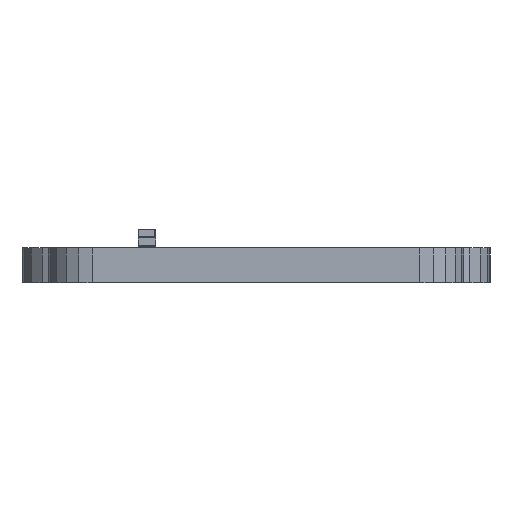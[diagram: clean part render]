
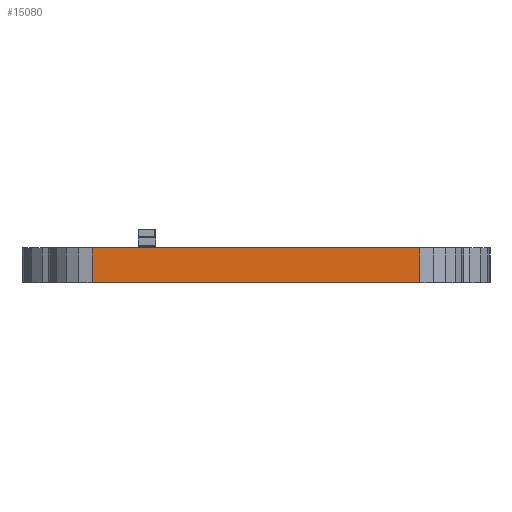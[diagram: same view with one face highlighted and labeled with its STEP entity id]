
A CAD part, left-side view. The second image highlights one B-rep face of the part: STEP entity #15080.
In plain terms, the highlighted planar face has unit normal (-1, 0, 0).
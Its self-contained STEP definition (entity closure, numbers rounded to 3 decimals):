
#4454 = PLANE('',#4455);
#4455 = AXIS2_PLACEMENT_3D('',#4456,#4457,#4458);
#4456 = CARTESIAN_POINT('',(202.938,-148.237,1.6));
#4457 = DIRECTION('',(0.,0.,1.));
#4458 = DIRECTION('',(1.,0.,-0.));
#4508 = PLANE('',#4509);
#4509 = AXIS2_PLACEMENT_3D('',#4510,#4511,#4512);
#4510 = CARTESIAN_POINT('',(202.938,-148.237,0.));
#4511 = DIRECTION('',(0.,0.,1.));
#4512 = DIRECTION('',(1.,0.,-0.));
#5401 = VERTEX_POINT('',#5402);
#5402 = CARTESIAN_POINT('',(49.081,-140.737,0.));
#5416 = PLANE('',#5417);
#5417 = AXIS2_PLACEMENT_3D('',#5418,#5419,#5420);
#5418 = CARTESIAN_POINT('',(49.179,-140.119,0.));
#5419 = DIRECTION('',(0.988,-0.156,0.));
#5420 = DIRECTION('',(-0.156,-0.988,0.));
#5428 = EDGE_CURVE('',#5401,#5429,#5431,.T.);
#5429 = VERTEX_POINT('',#5430);
#5430 = CARTESIAN_POINT('',(49.081,-155.737,0.));
#5431 = SURFACE_CURVE('',#5432,(#5436,#5443),.PCURVE_S1.);
#5432 = LINE('',#5433,#5434);
#5433 = CARTESIAN_POINT('',(49.081,-140.737,0.));
#5434 = VECTOR('',#5435,1.);
#5435 = DIRECTION('',(0.,-1.,0.));
#5436 = PCURVE('',#4508,#5437);
#5437 = DEFINITIONAL_REPRESENTATION('',(#5438),#5442);
#5438 = LINE('',#5439,#5440);
#5439 = CARTESIAN_POINT('',(-153.857,7.5));
#5440 = VECTOR('',#5441,1.);
#5441 = DIRECTION('',(0.,-1.));
#5442 = ( GEOMETRIC_REPRESENTATION_CONTEXT(2) 
PARAMETRIC_REPRESENTATION_CONTEXT() REPRESENTATION_CONTEXT('2D SPACE',''
  ) );
#5443 = PCURVE('',#5444,#5449);
#5444 = PLANE('',#5445);
#5445 = AXIS2_PLACEMENT_3D('',#5446,#5447,#5448);
#5446 = CARTESIAN_POINT('',(49.081,-140.737,0.));
#5447 = DIRECTION('',(1.,0.,-0.));
#5448 = DIRECTION('',(0.,-1.,0.));
#5449 = DEFINITIONAL_REPRESENTATION('',(#5450),#5454);
#5450 = LINE('',#5451,#5452);
#5451 = CARTESIAN_POINT('',(0.,0.));
#5452 = VECTOR('',#5453,1.);
#5453 = DIRECTION('',(1.,0.));
#5454 = ( GEOMETRIC_REPRESENTATION_CONTEXT(2) 
PARAMETRIC_REPRESENTATION_CONTEXT() REPRESENTATION_CONTEXT('2D SPACE',''
  ) );
#5472 = PLANE('',#5473);
#5473 = AXIS2_PLACEMENT_3D('',#5474,#5475,#5476);
#5474 = CARTESIAN_POINT('',(49.081,-155.737,0.));
#5475 = DIRECTION('',(0.988,0.156,-0.));
#5476 = DIRECTION('',(0.156,-0.988,0.));
#10163 = VERTEX_POINT('',#10164);
#10164 = CARTESIAN_POINT('',(49.081,-140.737,1.6));
#10185 = EDGE_CURVE('',#10163,#10186,#10188,.T.);
#10186 = VERTEX_POINT('',#10187);
#10187 = CARTESIAN_POINT('',(49.081,-155.737,1.6));
#10188 = SURFACE_CURVE('',#10189,(#10193,#10200),.PCURVE_S1.);
#10189 = LINE('',#10190,#10191);
#10190 = CARTESIAN_POINT('',(49.081,-140.737,1.6));
#10191 = VECTOR('',#10192,1.);
#10192 = DIRECTION('',(0.,-1.,0.));
#10193 = PCURVE('',#4454,#10194);
#10194 = DEFINITIONAL_REPRESENTATION('',(#10195),#10199);
#10195 = LINE('',#10196,#10197);
#10196 = CARTESIAN_POINT('',(-153.857,7.5));
#10197 = VECTOR('',#10198,1.);
#10198 = DIRECTION('',(0.,-1.));
#10199 = ( GEOMETRIC_REPRESENTATION_CONTEXT(2) 
PARAMETRIC_REPRESENTATION_CONTEXT() REPRESENTATION_CONTEXT('2D SPACE',''
  ) );
#10200 = PCURVE('',#5444,#10201);
#10201 = DEFINITIONAL_REPRESENTATION('',(#10202),#10206);
#10202 = LINE('',#10203,#10204);
#10203 = CARTESIAN_POINT('',(0.,-1.6));
#10204 = VECTOR('',#10205,1.);
#10205 = DIRECTION('',(1.,0.));
#10206 = ( GEOMETRIC_REPRESENTATION_CONTEXT(2) 
PARAMETRIC_REPRESENTATION_CONTEXT() REPRESENTATION_CONTEXT('2D SPACE',''
  ) );
#15032 = EDGE_CURVE('',#5401,#10163,#15033,.T.);
#15033 = SURFACE_CURVE('',#15034,(#15038,#15045),.PCURVE_S1.);
#15034 = LINE('',#15035,#15036);
#15035 = CARTESIAN_POINT('',(49.081,-140.737,0.));
#15036 = VECTOR('',#15037,1.);
#15037 = DIRECTION('',(0.,0.,1.));
#15038 = PCURVE('',#5416,#15039);
#15039 = DEFINITIONAL_REPRESENTATION('',(#15040),#15044);
#15040 = LINE('',#15041,#15042);
#15041 = CARTESIAN_POINT('',(0.626,0.));
#15042 = VECTOR('',#15043,1.);
#15043 = DIRECTION('',(0.,-1.));
#15044 = ( GEOMETRIC_REPRESENTATION_CONTEXT(2) 
PARAMETRIC_REPRESENTATION_CONTEXT() REPRESENTATION_CONTEXT('2D SPACE',''
  ) );
#15045 = PCURVE('',#5444,#15046);
#15046 = DEFINITIONAL_REPRESENTATION('',(#15047),#15051);
#15047 = LINE('',#15048,#15049);
#15048 = CARTESIAN_POINT('',(0.,0.));
#15049 = VECTOR('',#15050,1.);
#15050 = DIRECTION('',(0.,-1.));
#15051 = ( GEOMETRIC_REPRESENTATION_CONTEXT(2) 
PARAMETRIC_REPRESENTATION_CONTEXT() REPRESENTATION_CONTEXT('2D SPACE',''
  ) );
#15080 = ADVANCED_FACE('',(#15081),#5444,.F.);
#15081 = FACE_BOUND('',#15082,.F.);
#15082 = EDGE_LOOP('',(#15083,#15084,#15085,#15106));
#15083 = ORIENTED_EDGE('',*,*,#15032,.T.);
#15084 = ORIENTED_EDGE('',*,*,#10185,.T.);
#15085 = ORIENTED_EDGE('',*,*,#15086,.F.);
#15086 = EDGE_CURVE('',#5429,#10186,#15087,.T.);
#15087 = SURFACE_CURVE('',#15088,(#15092,#15099),.PCURVE_S1.);
#15088 = LINE('',#15089,#15090);
#15089 = CARTESIAN_POINT('',(49.081,-155.737,0.));
#15090 = VECTOR('',#15091,1.);
#15091 = DIRECTION('',(0.,0.,1.));
#15092 = PCURVE('',#5444,#15093);
#15093 = DEFINITIONAL_REPRESENTATION('',(#15094),#15098);
#15094 = LINE('',#15095,#15096);
#15095 = CARTESIAN_POINT('',(15.,0.));
#15096 = VECTOR('',#15097,1.);
#15097 = DIRECTION('',(0.,-1.));
#15098 = ( GEOMETRIC_REPRESENTATION_CONTEXT(2) 
PARAMETRIC_REPRESENTATION_CONTEXT() REPRESENTATION_CONTEXT('2D SPACE',''
  ) );
#15099 = PCURVE('',#5472,#15100);
#15100 = DEFINITIONAL_REPRESENTATION('',(#15101),#15105);
#15101 = LINE('',#15102,#15103);
#15102 = CARTESIAN_POINT('',(0.,0.));
#15103 = VECTOR('',#15104,1.);
#15104 = DIRECTION('',(0.,-1.));
#15105 = ( GEOMETRIC_REPRESENTATION_CONTEXT(2) 
PARAMETRIC_REPRESENTATION_CONTEXT() REPRESENTATION_CONTEXT('2D SPACE',''
  ) );
#15106 = ORIENTED_EDGE('',*,*,#5428,.F.);
